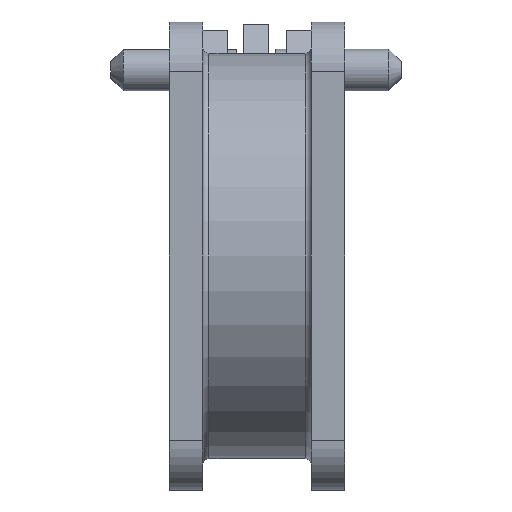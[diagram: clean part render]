
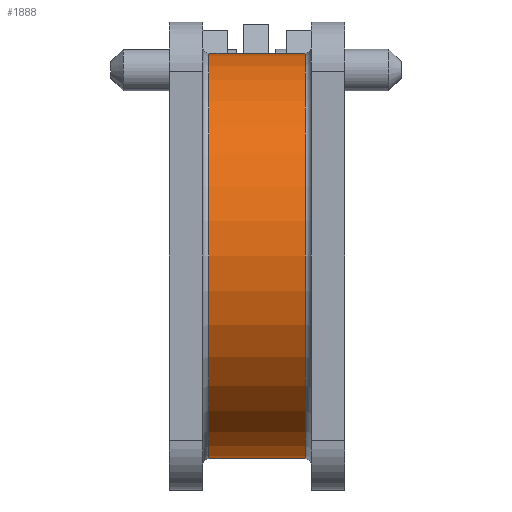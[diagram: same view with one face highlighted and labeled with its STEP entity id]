
A CAD part, front view. The second image highlights one B-rep face of the part: STEP entity #1888.
In plain terms, the highlighted cylindrical face has radius 48.5 mm (diameter 97 mm), a partial arc.
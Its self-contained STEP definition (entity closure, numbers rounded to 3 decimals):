
#9 = CYLINDRICAL_SURFACE ( 'NONE', #2309, 48.5 ) ;
#15 = FACE_OUTER_BOUND ( 'NONE', #1236, .T. ) ;
#74 = VERTEX_POINT ( 'NONE', #2454 ) ;
#80 = VERTEX_POINT ( 'NONE', #2476 ) ;
#105 = VERTEX_POINT ( 'NONE', #1116 ) ;
#120 = VERTEX_POINT ( 'NONE', #1024 ) ;
#181 = DIRECTION ( 'NONE',  ( 1., 0., 0. ) ) ;
#323 = DIRECTION ( 'NONE',  ( 0., 0., 1. ) ) ;
#325 = DIRECTION ( 'NONE',  ( -1., 0., 0. ) ) ;
#334 = DIRECTION ( 'NONE',  ( -1., 0., 0. ) ) ;
#440 = CARTESIAN_POINT ( 'NONE',  ( 0., 0., -48.5 ) ) ;
#443 = DIRECTION ( 'NONE',  ( -1., 0., 0. ) ) ;
#453 = DIRECTION ( 'NONE',  ( 0., 0., -1. ) ) ;
#514 = DIRECTION ( 'NONE',  ( -1., 0., 0. ) ) ;
#516 = CARTESIAN_POINT ( 'NONE',  ( 9.5, 0., 0. ) ) ;
#604 = DIRECTION ( 'NONE',  ( 0., 0., 1. ) ) ;
#608 = CARTESIAN_POINT ( 'NONE',  ( 32.5, 0., 0. ) ) ;
#697 = CARTESIAN_POINT ( 'NONE',  ( 0., 0., 48.5 ) ) ;
#741 = CARTESIAN_POINT ( 'NONE',  ( 0., 0., 0. ) ) ;
#941 = LINE ( 'NONE', #440, #946 ) ;
#946 = VECTOR ( 'NONE', #514, 1000. ) ;
#955 = CIRCLE ( 'NONE', #2316, 48.5 ) ;
#992 = LINE ( 'NONE', #697, #1016 ) ;
#1005 = CIRCLE ( 'NONE', #2335, 48.5 ) ;
#1016 = VECTOR ( 'NONE', #443, 1000. ) ;
#1024 = CARTESIAN_POINT ( 'NONE',  ( 32.5, 0., -48.5 ) ) ;
#1116 = CARTESIAN_POINT ( 'NONE',  ( 32.5, 0., 48.5 ) ) ;
#1236 = EDGE_LOOP ( 'NONE', ( #1300, #1382, #1383, #1723 ) ) ;
#1300 = ORIENTED_EDGE ( 'NONE', *, *, #2123, .F. ) ;
#1382 = ORIENTED_EDGE ( 'NONE', *, *, #2070, .T. ) ;
#1383 = ORIENTED_EDGE ( 'NONE', *, *, #2125, .T. ) ;
#1723 = ORIENTED_EDGE ( 'NONE', *, *, #2109, .T. ) ;
#1888 = ADVANCED_FACE ( 'NONE', ( #15 ), #9, .T. ) ;
#2070 = EDGE_CURVE ( 'NONE', #120, #105, #955, .T. ) ;
#2109 = EDGE_CURVE ( 'NONE', #74, #80, #1005, .T. ) ;
#2123 = EDGE_CURVE ( 'NONE', #120, #80, #941, .T. ) ;
#2125 = EDGE_CURVE ( 'NONE', #105, #74, #992, .T. ) ;
#2309 = AXIS2_PLACEMENT_3D ( 'NONE', #741, #334, #323 ) ;
#2316 = AXIS2_PLACEMENT_3D ( 'NONE', #608, #325, #453 ) ;
#2335 = AXIS2_PLACEMENT_3D ( 'NONE', #516, #181, #604 ) ;
#2454 = CARTESIAN_POINT ( 'NONE',  ( 9.5, 0., 48.5 ) ) ;
#2476 = CARTESIAN_POINT ( 'NONE',  ( 9.5, 0., -48.5 ) ) ;
